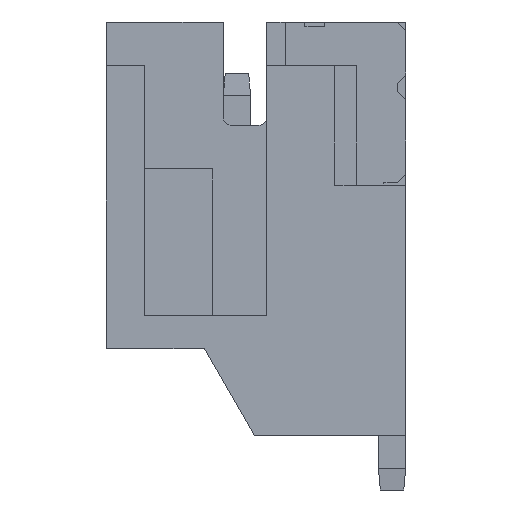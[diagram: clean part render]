
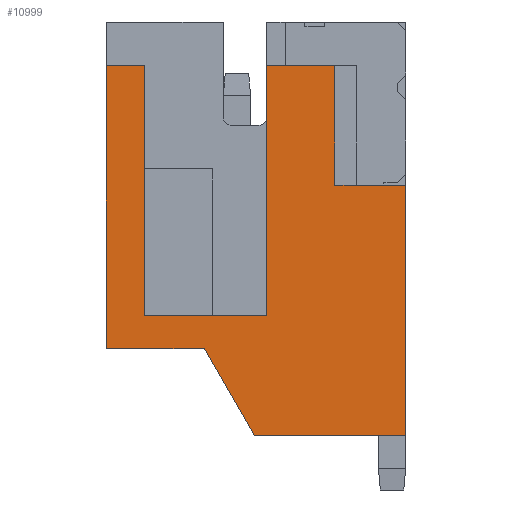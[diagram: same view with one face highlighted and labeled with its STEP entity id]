
A CAD part, left-side view. The second image highlights one B-rep face of the part: STEP entity #10999.
In plain terms, the highlighted planar face has unit normal (-1, 0, 0).
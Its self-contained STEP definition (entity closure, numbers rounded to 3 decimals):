
#171 = AXIS2_PLACEMENT_3D ( 'NONE', #7261, #3022, #5164 ) ;
#309 = CARTESIAN_POINT ( 'NONE',  ( -8.95, 1.3, 3.5 ) ) ;
#444 = VERTEX_POINT ( 'NONE', #4558 ) ;
#510 = DIRECTION ( 'NONE',  ( 0., 0., 1. ) ) ;
#828 = CARTESIAN_POINT ( 'NONE',  ( -8.95, 5.5, 4.3 ) ) ;
#1197 = ORIENTED_EDGE ( 'NONE', *, *, #6630, .T. ) ;
#1228 = EDGE_CURVE ( 'NONE', #3252, #13266, #12105, .T. ) ;
#1412 = VECTOR ( 'NONE', #7354, 1000. ) ;
#1517 = CARTESIAN_POINT ( 'NONE',  ( -8.95, 0., 3.5 ) ) ;
#1600 = LINE ( 'NONE', #4559, #4422 ) ;
#1765 = CARTESIAN_POINT ( 'NONE',  ( -8.95, 5.5, -1.7 ) ) ;
#1907 = ORIENTED_EDGE ( 'NONE', *, *, #1228, .F. ) ;
#2041 = DIRECTION ( 'NONE',  ( 0., -1., 0. ) ) ;
#2321 = ORIENTED_EDGE ( 'NONE', *, *, #9539, .F. ) ;
#2356 = DIRECTION ( 'NONE',  ( 0., 1., 0. ) ) ;
#2359 = VECTOR ( 'NONE', #12905, 1000. ) ;
#2430 = LINE ( 'NONE', #8005, #4772 ) ;
#2434 = VECTOR ( 'NONE', #8741, 1000. ) ;
#2447 = CARTESIAN_POINT ( 'NONE',  ( -8.95, 0., 3.5 ) ) ;
#2449 = VECTOR ( 'NONE', #13015, 1000. ) ;
#2583 = LINE ( 'NONE', #3236, #12004 ) ;
#2621 = ORIENTED_EDGE ( 'NONE', *, *, #13121, .F. ) ;
#2720 = VERTEX_POINT ( 'NONE', #11678 ) ;
#3022 = DIRECTION ( 'NONE',  ( -1., 0., 0. ) ) ;
#3154 = FACE_OUTER_BOUND ( 'NONE', #6366, .T. ) ;
#3165 = VERTEX_POINT ( 'NONE', #309 ) ;
#3183 = VERTEX_POINT ( 'NONE', #3345 ) ;
#3236 = CARTESIAN_POINT ( 'NONE',  ( -8.95, 0.4, 1.3 ) ) ;
#3252 = VERTEX_POINT ( 'NONE', #10047 ) ;
#3282 = EDGE_CURVE ( 'NONE', #10491, #3183, #8084, .T. ) ;
#3337 = CARTESIAN_POINT ( 'NONE',  ( -8.95, 2.776, -3.3 ) ) ;
#3345 = CARTESIAN_POINT ( 'NONE',  ( -8.95, 0., -3.3 ) ) ;
#3544 = EDGE_CURVE ( 'NONE', #6079, #3165, #2430, .T. ) ;
#3588 = CARTESIAN_POINT ( 'NONE',  ( -8.95, 0., -3.3 ) ) ;
#3630 = CARTESIAN_POINT ( 'NONE',  ( -8.95, 4.8, -1.1 ) ) ;
#4199 = CARTESIAN_POINT ( 'NONE',  ( -8.95, 2.55, 2.55 ) ) ;
#4394 = CARTESIAN_POINT ( 'NONE',  ( -8.95, 2.55, -1.1 ) ) ;
#4422 = VECTOR ( 'NONE', #6691, 1000. ) ;
#4438 = LINE ( 'NONE', #2447, #2434 ) ;
#4558 = CARTESIAN_POINT ( 'NONE',  ( -8.95, 2.776, -3.3 ) ) ;
#4559 = CARTESIAN_POINT ( 'NONE',  ( -8.95, 3.7, -1.7 ) ) ;
#4573 = CARTESIAN_POINT ( 'NONE',  ( -8.95, 5.5, -1.7 ) ) ;
#4772 = VECTOR ( 'NONE', #510, 1000. ) ;
#4859 = LINE ( 'NONE', #3337, #2359 ) ;
#5164 = DIRECTION ( 'NONE',  ( 0., 0., 1. ) ) ;
#5320 = ORIENTED_EDGE ( 'NONE', *, *, #12220, .T. ) ;
#5431 = EDGE_CURVE ( 'NONE', #3183, #444, #4859, .T. ) ;
#5432 = VERTEX_POINT ( 'NONE', #3630 ) ;
#5720 = LINE ( 'NONE', #4199, #1412 ) ;
#5777 = ORIENTED_EDGE ( 'NONE', *, *, #8247, .F. ) ;
#6021 = CARTESIAN_POINT ( 'NONE',  ( -8.95, 4.8, 3.5 ) ) ;
#6079 = VERTEX_POINT ( 'NONE', #10993 ) ;
#6171 = VECTOR ( 'NONE', #11192, 1000. ) ;
#6366 = EDGE_LOOP ( 'NONE', ( #13039, #12204, #2621, #9655, #1197, #5320, #2321, #1907, #5777, #7539, #12937, #11042 ) ) ;
#6630 = EDGE_CURVE ( 'NONE', #5432, #12921, #6642, .T. ) ;
#6642 = LINE ( 'NONE', #12691, #10624 ) ;
#6691 = DIRECTION ( 'NONE',  ( 0., 0.5, 0.866 ) ) ;
#6760 = CARTESIAN_POINT ( 'NONE',  ( -8.95, 0., 1.3 ) ) ;
#7261 = CARTESIAN_POINT ( 'NONE',  ( -8.95, 2.7, 2.55 ) ) ;
#7354 = DIRECTION ( 'NONE',  ( 0., 0., 1. ) ) ;
#7450 = DIRECTION ( 'NONE',  ( 0., 0., 1. ) ) ;
#7539 = ORIENTED_EDGE ( 'NONE', *, *, #5431, .F. ) ;
#7637 = CARTESIAN_POINT ( 'NONE',  ( -8.95, 2.55, -1.1 ) ) ;
#8005 = CARTESIAN_POINT ( 'NONE',  ( -8.95, 1.3, 1.3 ) ) ;
#8013 = LINE ( 'NONE', #828, #12951 ) ;
#8084 = LINE ( 'NONE', #3588, #2449 ) ;
#8247 = EDGE_CURVE ( 'NONE', #444, #3252, #1600, .T. ) ;
#8577 = EDGE_CURVE ( 'NONE', #6079, #10491, #2583, .T. ) ;
#8741 = DIRECTION ( 'NONE',  ( 0., 1., 0. ) ) ;
#8985 = DIRECTION ( 'NONE',  ( 0., 1., 0. ) ) ;
#9025 = VERTEX_POINT ( 'NONE', #9266 ) ;
#9266 = CARTESIAN_POINT ( 'NONE',  ( -8.95, 5.5, 3.5 ) ) ;
#9332 = PLANE ( 'NONE',  #171 ) ;
#9539 = EDGE_CURVE ( 'NONE', #13266, #9025, #8013, .T. ) ;
#9655 = ORIENTED_EDGE ( 'NONE', *, *, #11695, .T. ) ;
#9931 = VECTOR ( 'NONE', #8985, 1000. ) ;
#10047 = CARTESIAN_POINT ( 'NONE',  ( -8.95, 3.7, -1.7 ) ) ;
#10273 = VECTOR ( 'NONE', #2356, 1000. ) ;
#10367 = VERTEX_POINT ( 'NONE', #4394 ) ;
#10378 = DIRECTION ( 'NONE',  ( 0., 0., 1. ) ) ;
#10491 = VERTEX_POINT ( 'NONE', #6760 ) ;
#10624 = VECTOR ( 'NONE', #7450, 1000. ) ;
#10755 = LINE ( 'NONE', #1517, #9931 ) ;
#10993 = CARTESIAN_POINT ( 'NONE',  ( -8.95, 1.3, 1.3 ) ) ;
#10999 = ADVANCED_FACE ( 'NONE', ( #3154 ), #9332, .T. ) ;
#11042 = ORIENTED_EDGE ( 'NONE', *, *, #8577, .F. ) ;
#11192 = DIRECTION ( 'NONE',  ( 0., 1., 0. ) ) ;
#11678 = CARTESIAN_POINT ( 'NONE',  ( -8.95, 2.55, 3.5 ) ) ;
#11695 = EDGE_CURVE ( 'NONE', #10367, #5432, #13198, .T. ) ;
#11792 = EDGE_CURVE ( 'NONE', #3165, #2720, #10755, .T. ) ;
#12004 = VECTOR ( 'NONE', #2041, 1000. ) ;
#12105 = LINE ( 'NONE', #1765, #6171 ) ;
#12204 = ORIENTED_EDGE ( 'NONE', *, *, #11792, .T. ) ;
#12220 = EDGE_CURVE ( 'NONE', #12921, #9025, #4438, .T. ) ;
#12691 = CARTESIAN_POINT ( 'NONE',  ( -8.95, 4.8, -1.1 ) ) ;
#12905 = DIRECTION ( 'NONE',  ( 0., 1., 0. ) ) ;
#12921 = VERTEX_POINT ( 'NONE', #6021 ) ;
#12937 = ORIENTED_EDGE ( 'NONE', *, *, #3282, .F. ) ;
#12951 = VECTOR ( 'NONE', #10378, 1000. ) ;
#13015 = DIRECTION ( 'NONE',  ( 0., 0., -1. ) ) ;
#13039 = ORIENTED_EDGE ( 'NONE', *, *, #3544, .T. ) ;
#13121 = EDGE_CURVE ( 'NONE', #10367, #2720, #5720, .T. ) ;
#13198 = LINE ( 'NONE', #7637, #10273 ) ;
#13266 = VERTEX_POINT ( 'NONE', #4573 ) ;
